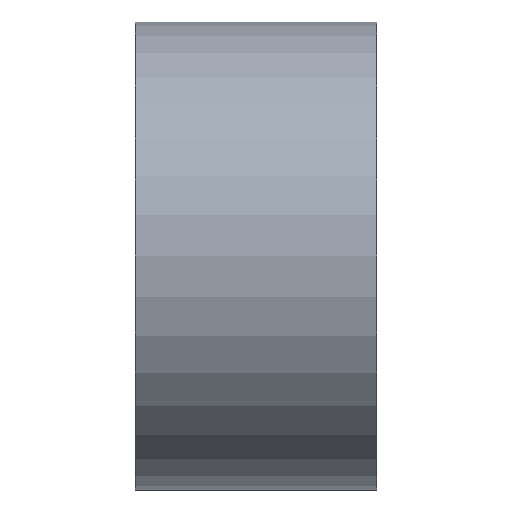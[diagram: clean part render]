
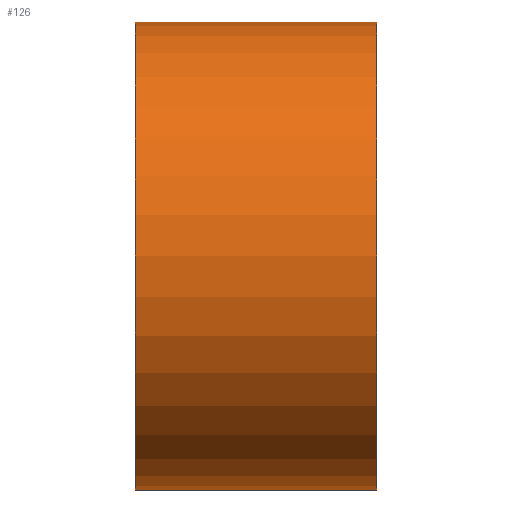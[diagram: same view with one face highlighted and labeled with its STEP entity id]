
A CAD part, left-side view. The second image highlights one B-rep face of the part: STEP entity #126.
In plain terms, the highlighted cylindrical face has radius 4.85 mm (diameter 9.7 mm), a partial arc.
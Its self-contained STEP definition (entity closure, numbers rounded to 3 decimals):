
#1 = DIRECTION ( 'NONE',  ( 0., -1., 0. ) ) ;
#17 = CARTESIAN_POINT ( 'NONE',  ( 0., 0., 4.85 ) ) ;
#19 = EDGE_CURVE ( 'NONE', #87, #153, #118, .T. ) ;
#37 = CARTESIAN_POINT ( 'NONE',  ( 0., 5., 0. ) ) ;
#38 = DIRECTION ( 'NONE',  ( 0., 0., 1. ) ) ;
#41 = DIRECTION ( 'NONE',  ( 0., 1., 0. ) ) ;
#48 = VERTEX_POINT ( 'NONE', #212 ) ;
#50 = CIRCLE ( 'NONE', #204, 4.85 ) ;
#52 = EDGE_LOOP ( 'NONE', ( #113, #92, #138, #130 ) ) ;
#58 = FACE_OUTER_BOUND ( 'NONE', #52, .T. ) ;
#69 = EDGE_CURVE ( 'NONE', #48, #247, #181, .T. ) ;
#80 = DIRECTION ( 'NONE',  ( 0., 1., 0. ) ) ;
#87 = VERTEX_POINT ( 'NONE', #163 ) ;
#88 = AXIS2_PLACEMENT_3D ( 'NONE', #210, #168, #231 ) ;
#92 = ORIENTED_EDGE ( 'NONE', *, *, #104, .F. ) ;
#93 = CYLINDRICAL_SURFACE ( 'NONE', #88, 4.85 ) ;
#104 = EDGE_CURVE ( 'NONE', #48, #87, #50, .T. ) ;
#110 = VECTOR ( 'NONE', #1, 1000. ) ;
#113 = ORIENTED_EDGE ( 'NONE', *, *, #19, .F. ) ;
#118 = LINE ( 'NONE', #199, #175 ) ;
#120 = CARTESIAN_POINT ( 'NONE',  ( 0., 5., -4.85 ) ) ;
#126 = ADVANCED_FACE ( 'NONE', ( #58 ), #93, .T. ) ;
#130 = ORIENTED_EDGE ( 'NONE', *, *, #180, .T. ) ;
#138 = ORIENTED_EDGE ( 'NONE', *, *, #69, .T. ) ;
#140 = DIRECTION ( 'NONE',  ( 0., -1., 0. ) ) ;
#142 = AXIS2_PLACEMENT_3D ( 'NONE', #203, #41, #216 ) ;
#150 = CARTESIAN_POINT ( 'NONE',  ( 0., 0., -4.85 ) ) ;
#153 = VERTEX_POINT ( 'NONE', #17 ) ;
#163 = CARTESIAN_POINT ( 'NONE',  ( 0., 5., 4.85 ) ) ;
#168 = DIRECTION ( 'NONE',  ( 0., -1., 0. ) ) ;
#175 = VECTOR ( 'NONE', #140, 1000. ) ;
#180 = EDGE_CURVE ( 'NONE', #247, #153, #200, .T. ) ;
#181 = LINE ( 'NONE', #120, #110 ) ;
#199 = CARTESIAN_POINT ( 'NONE',  ( 0., 5., 4.85 ) ) ;
#200 = CIRCLE ( 'NONE', #142, 4.85 ) ;
#203 = CARTESIAN_POINT ( 'NONE',  ( 0., 0., 0. ) ) ;
#204 = AXIS2_PLACEMENT_3D ( 'NONE', #37, #80, #38 ) ;
#210 = CARTESIAN_POINT ( 'NONE',  ( 0., 5., 0. ) ) ;
#212 = CARTESIAN_POINT ( 'NONE',  ( 0., 5., -4.85 ) ) ;
#216 = DIRECTION ( 'NONE',  ( 0., 0., 1. ) ) ;
#231 = DIRECTION ( 'NONE',  ( 0., 0., -1. ) ) ;
#247 = VERTEX_POINT ( 'NONE', #150 ) ;
